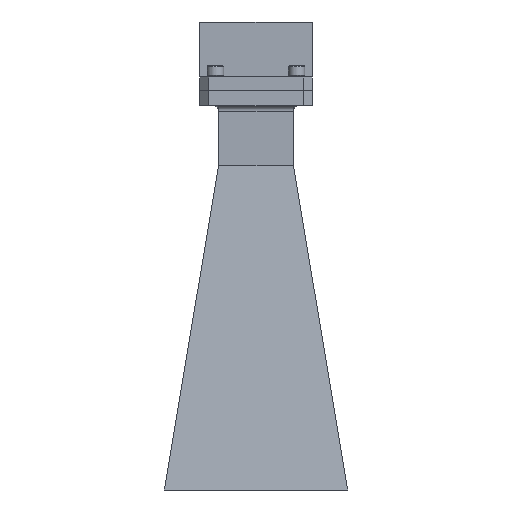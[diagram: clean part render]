
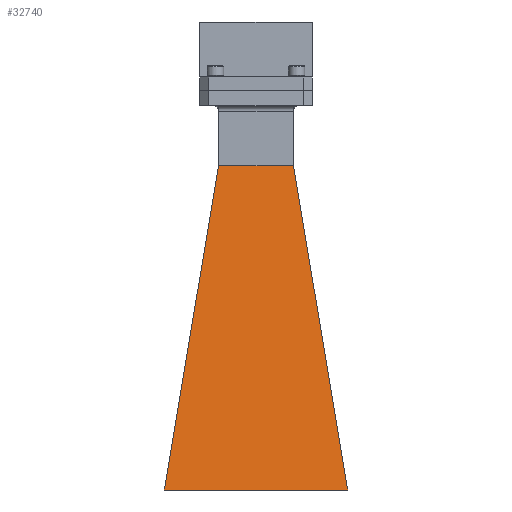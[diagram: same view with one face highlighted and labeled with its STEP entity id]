
A CAD part, front view. The second image highlights one B-rep face of the part: STEP entity #32740.
In plain terms, the highlighted planar face has unit normal (0, -0.989, 0.149).
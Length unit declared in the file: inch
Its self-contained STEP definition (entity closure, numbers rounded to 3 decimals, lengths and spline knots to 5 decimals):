
#177 = CARTESIAN_POINT ( 'NONE',  ( 0.20767, -0.3105, -1.25 ) ) ;
#365 = VECTOR ( 'NONE', #438, 39.37008 ) ;
#438 = DIRECTION ( 'NONE',  ( 0.163, 0.147, 0.976 ) ) ;
#795 = CARTESIAN_POINT ( 'NONE',  ( -1.525, -1.125, -6.65 ) ) ;
#2231 = LINE ( 'NONE', #16330, #19238 ) ;
#4624 = EDGE_CURVE ( 'NONE', #18116, #10803, #12984, .T. ) ;
#5324 = ORIENTED_EDGE ( 'NONE', *, *, #19549, .T. ) ;
#5629 = CARTESIAN_POINT ( 'NONE',  ( -1.525, -1.125, -6.65 ) ) ;
#7407 = VECTOR ( 'NONE', #27311, 39.37008 ) ;
#8330 = CARTESIAN_POINT ( 'NONE',  ( -0.20767, -0.3105, -1.25 ) ) ;
#8601 = VERTEX_POINT ( 'NONE', #19882 ) ;
#8993 = ORIENTED_EDGE ( 'NONE', *, *, #30226, .F. ) ;
#10803 = VERTEX_POINT ( 'NONE', #34870 ) ;
#11799 = LINE ( 'NONE', #795, #365 ) ;
#12380 = CARTESIAN_POINT ( 'NONE',  ( -1.525, -1.125, -6.65 ) ) ;
#12984 = LINE ( 'NONE', #5629, #7407 ) ;
#13886 = PLANE ( 'NONE',  #28640 ) ;
#16330 = CARTESIAN_POINT ( 'NONE',  ( 1.525, -1.125, -6.65 ) ) ;
#16439 = CARTESIAN_POINT ( 'NONE',  ( 0.623, -0.3105, -1.25 ) ) ;
#17417 = ORIENTED_EDGE ( 'NONE', *, *, #4624, .T. ) ;
#18116 = VERTEX_POINT ( 'NONE', #12380 ) ;
#18371 = VERTEX_POINT ( 'NONE', #27380 ) ;
#19238 = VECTOR ( 'NONE', #22120, 39.37008 ) ;
#19549 = EDGE_CURVE ( 'NONE', #18371, #8601, #23322, .T. ) ;
#19882 = CARTESIAN_POINT ( 'NONE',  ( -0.623, -0.3105, -1.25 ) ) ;
#20181 = EDGE_LOOP ( 'NONE', ( #32855, #5324, #8993, #17417 ) ) ;
#21995 = CARTESIAN_POINT ( 'NONE',  ( -0.623, -0.3105, -1.25 ) ) ;
#22120 = DIRECTION ( 'NONE',  ( -0.163, 0.147, 0.976 ) ) ;
#23322 = B_SPLINE_CURVE_WITH_KNOTS ( 'NONE', 3,
 ( #16439, #177, #8330, #21995 ),
 .UNSPECIFIED., .F., .F.,
 ( 4, 4 ),
 ( 0., 1. ),
 .UNSPECIFIED. ) ;
#24162 = DIRECTION ( 'NONE',  ( 0., -0.989, 0.149 ) ) ;
#26440 = EDGE_CURVE ( 'NONE', #10803, #18371, #2231, .T. ) ;
#26996 = DIRECTION ( 'NONE',  ( 0., -0.149, -0.989 ) ) ;
#27311 = DIRECTION ( 'NONE',  ( 1., 0., 0. ) ) ;
#27380 = CARTESIAN_POINT ( 'NONE',  ( 0.623, -0.3105, -1.25 ) ) ;
#28640 = AXIS2_PLACEMENT_3D ( 'NONE', #32779, #24162, #26996 ) ;
#30226 = EDGE_CURVE ( 'NONE', #18116, #8601, #11799, .T. ) ;
#31115 = FACE_OUTER_BOUND ( 'NONE', #20181, .T. ) ;
#32740 = ADVANCED_FACE ( 'NONE', ( #31115 ), #13886, .T. ) ;
#32779 = CARTESIAN_POINT ( 'NONE',  ( 0., -0.11925, 0.01799 ) ) ;
#32855 = ORIENTED_EDGE ( 'NONE', *, *, #26440, .T. ) ;
#34870 = CARTESIAN_POINT ( 'NONE',  ( 1.525, -1.125, -6.65 ) ) ;
